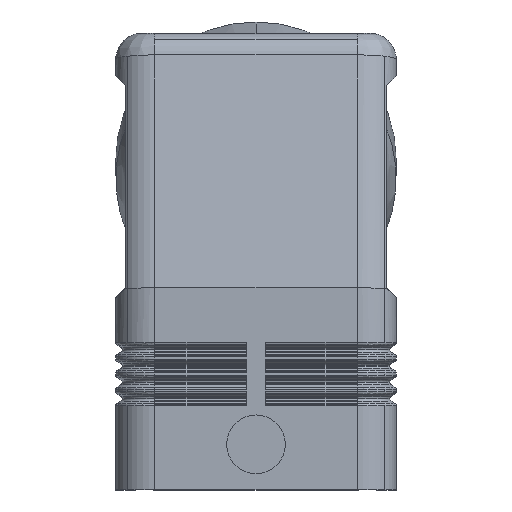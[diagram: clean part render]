
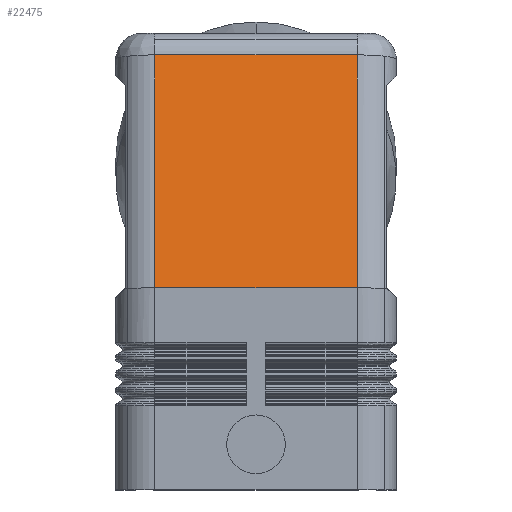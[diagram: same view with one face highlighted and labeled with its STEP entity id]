
A CAD part, left-side view. The second image highlights one B-rep face of the part: STEP entity #22475.
In plain terms, the highlighted planar face has unit normal (-0.985, 0, 0.174).
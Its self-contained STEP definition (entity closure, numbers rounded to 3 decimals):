
#11279=CARTESIAN_POINT('',(-36.5,-15.5,31.0));
#11280=VERTEX_POINT('',#11279);
#11287=CARTESIAN_POINT('',(-36.5,15.5,31.0));
#11288=VERTEX_POINT('',#11287);
#11289=CARTESIAN_POINT('',(-36.5,-15.5,31.0));
#11290=DIRECTION('',(0.0,1.0,0.0));
#11291=VECTOR('',#11290,31.);
#11292=LINE('',#11289,#11291);
#11293=EDGE_CURVE('',#11280,#11288,#11292,.T.);
#21798=CARTESIAN_POINT('',(-30.206,-15.5,66.695));
#21799=VERTEX_POINT('',#21798);
#21807=CARTESIAN_POINT('',(-30.206,-15.5,66.695));
#21808=DIRECTION('',(-0.174,0.0,-0.985));
#21809=VECTOR('',#21808,36.245);
#21810=LINE('',#21807,#21809);
#21811=EDGE_CURVE('',#21799,#11280,#21810,.T.);
#22179=CARTESIAN_POINT('',(-30.206,15.5,66.695));
#22180=VERTEX_POINT('',#22179);
#22216=CARTESIAN_POINT('',(-30.206,15.5,66.695));
#22217=DIRECTION('',(0.0,-1.0,0.0));
#22218=VECTOR('',#22217,31.);
#22219=LINE('',#22216,#22218);
#22220=EDGE_CURVE('',#22180,#21799,#22219,.T.);
#22459=CARTESIAN_POINT('',(-29.623,0.0,70.0));
#22460=DIRECTION('',(-0.985,0.0,0.174));
#22461=DIRECTION('',(0.174,0.0,0.985));
#22462=AXIS2_PLACEMENT_3D('',#22459,#22460,#22461);
#22463=PLANE('',#22462);
#22464=ORIENTED_EDGE('',*,*,#22220,.F.);
#22465=CARTESIAN_POINT('',(-36.5,15.5,31.0));
#22466=DIRECTION('',(0.174,0.0,0.985));
#22467=VECTOR('',#22466,36.245);
#22468=LINE('',#22465,#22467);
#22469=EDGE_CURVE('',#11288,#22180,#22468,.T.);
#22470=ORIENTED_EDGE('',*,*,#22469,.F.);
#22471=ORIENTED_EDGE('',*,*,#11293,.F.);
#22472=ORIENTED_EDGE('',*,*,#21811,.F.);
#22473=EDGE_LOOP('',(#22464,#22470,#22471,#22472));
#22474=FACE_OUTER_BOUND('',#22473,.T.);
#22475=ADVANCED_FACE('',(#22474),#22463,.T.);
